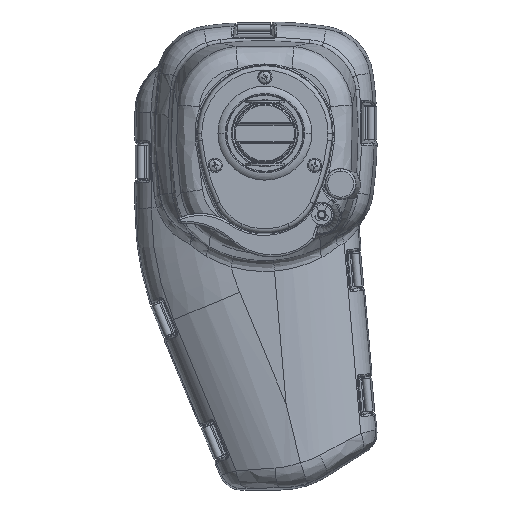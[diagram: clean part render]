
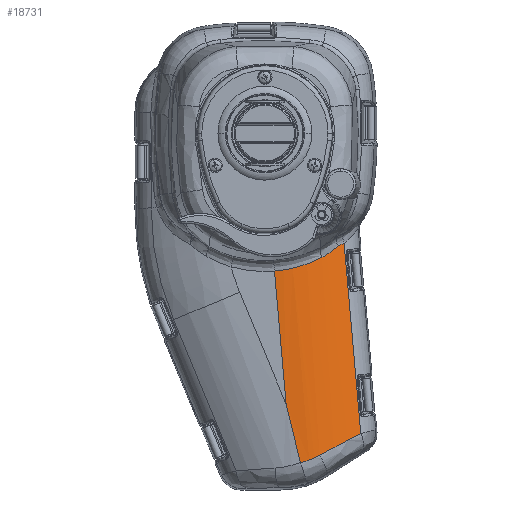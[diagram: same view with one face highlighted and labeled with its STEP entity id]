
A CAD part, top view. The second image highlights one B-rep face of the part: STEP entity #18731.
In plain terms, the highlighted cylindrical face has radius 60 mm (diameter 120 mm), a partial arc.
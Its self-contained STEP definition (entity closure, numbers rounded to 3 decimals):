
#1880 = AXIS2_PLACEMENT_3D ( 'NONE', #62922, #62924, #62916 ) ;
#8072 = CARTESIAN_POINT ( 'NONE',  ( 16.139, -149.099, 37.856 ) ) ;
#8073 = CARTESIAN_POINT ( 'NONE',  ( 13.981, -140.284, 37.952 ) ) ;
#8080 = CARTESIAN_POINT ( 'NONE',  ( 11.82, -131.452, 38. ) ) ;
#8081 = CARTESIAN_POINT ( 'NONE',  ( 9.658, -122.615, 38. ) ) ;
#8168 = CARTESIAN_POINT ( 'NONE',  ( 33.137, -50.878, 30.166 ) ) ;
#8169 = CARTESIAN_POINT ( 'NONE',  ( 35.062, -49.975, 28.993 ) ) ;
#8172 = CARTESIAN_POINT ( 'NONE',  ( 34.76, -35.646, 28.38 ) ) ;
#8173 = CARTESIAN_POINT ( 'NONE',  ( 35.967, -49.444, 28.38 ) ) ;
#8174 = DIRECTION ( 'NONE',  ( 0.087, -0.996, 0. ) ) ;
#8175 = CARTESIAN_POINT ( 'NONE',  ( 32.066, -51.874, 30.822 ) ) ;
#8176 = CARTESIAN_POINT ( 'NONE',  ( 34.12, -50.454, 29.589 ) ) ;
#8177 = CARTESIAN_POINT ( 'NONE',  ( 33.137, -50.878, 30.166 ) ) ;
#8178 = CARTESIAN_POINT ( 'NONE',  ( 25.909, -55.967, 33.822 ) ) ;
#18731 = ADVANCED_FACE ( 'NONE', ( #55085 ), #55091, .T. ) ;
#24815 =( BOUNDED_CURVE ( )  B_SPLINE_CURVE ( 3, ( #8072, #8073, #8080, #8081 ),
 .UNSPECIFIED., .F., .T. ) 
 B_SPLINE_CURVE_WITH_KNOTS ( ( 4, 4 ),
 ( 1.502, 1.571 ),
 .UNSPECIFIED. ) 
 CURVE ( )  GEOMETRIC_REPRESENTATION_ITEM ( )  RATIONAL_B_SPLINE_CURVE ( ( 1., 1., 1., 1. ) ) 
 REPRESENTATION_ITEM ( '' )  );
#24841 = B_SPLINE_CURVE_WITH_KNOTS ( 'NONE', 3,
 ( #8173, #8169, #8176, #8177 ),
 .UNSPECIFIED., .F., .F.,
 ( 4, 4 ),
 ( 0., 0.004 ),
 .UNSPECIFIED. ) ;
#24842 = B_SPLINE_CURVE_WITH_KNOTS ( 'NONE', 3,
 ( #8168, #8175, #81045, #81046, #81047, #81048 ),
 .UNSPECIFIED., .F., .F.,
 ( 4, 2, 4 ),
 ( 0., 0.005, 0.01 ),
 .UNSPECIFIED. ) ;
#24843 = B_SPLINE_CURVE_WITH_KNOTS ( 'NONE', 3,
 ( #8178, #81044, #81051, #81052, #81053, #81054, #81055, #81056, #81057, #81058 ),
 .UNSPECIFIED., .F., .F.,
 ( 4, 2, 2, 2, 4 ),
 ( 0., 0.006, 0.009, 0.012, 0.023 ),
 .UNSPECIFIED. ) ;
#24844 = B_SPLINE_CURVE_WITH_KNOTS ( 'NONE', 3,
 ( #81050, #81049, #81063, #81064 ),
 .UNSPECIFIED., .F., .F.,
 ( 4, 4 ),
 ( 0., 0. ),
 .UNSPECIFIED. ) ;
#24845 = B_SPLINE_CURVE_WITH_KNOTS ( 'NONE', 3,
 ( #81062, #81061, #81067, #81068, #81069, #81070, #81071, #81072 ),
 .UNSPECIFIED., .F., .F.,
 ( 4, 2, 2, 4 ),
 ( 0., 0.002, 0.005, 0.009 ),
 .UNSPECIFIED. ) ;
#24846 =( BOUNDED_CURVE ( )  B_SPLINE_CURVE ( 3, ( #81066, #81065, #81075, #81076 ),
 .UNSPECIFIED., .F., .T. ) 
 B_SPLINE_CURVE_WITH_KNOTS ( ( 4, 4 ),
 ( 1.866, 2.22 ),
 .UNSPECIFIED. ) 
 CURVE ( )  GEOMETRIC_REPRESENTATION_ITEM ( )  RATIONAL_B_SPLINE_CURVE ( ( 1., 0.99, 0.99, 1. ) ) 
 REPRESENTATION_ITEM ( '' )  );
#26543 = LINE ( 'NONE', #8172, #26550 ) ;
#26546 = LINE ( 'NONE', #81059, #26555 ) ;
#26550 = VECTOR ( 'NONE', #8174, 1000. ) ;
#26555 = VECTOR ( 'NONE', #81060, 1000. ) ;
#31918 = VERTEX_POINT ( 'NONE', #48140 ) ;
#31919 = VERTEX_POINT ( 'NONE', #48141 ) ;
#31920 = VERTEX_POINT ( 'NONE', #48143 ) ;
#31922 = VERTEX_POINT ( 'NONE', #48149 ) ;
#31934 = VERTEX_POINT ( 'NONE', #48181 ) ;
#31935 = VERTEX_POINT ( 'NONE', #48184 ) ;
#31936 = VERTEX_POINT ( 'NONE', #48186 ) ;
#31938 = VERTEX_POINT ( 'NONE', #48192 ) ;
#31943 = VERTEX_POINT ( 'NONE', #48204 ) ;
#36761 = ORIENTED_EDGE ( 'NONE', *, *, #50172, .F. ) ;
#36763 = ORIENTED_EDGE ( 'NONE', *, *, #50173, .T. ) ;
#36765 = ORIENTED_EDGE ( 'NONE', *, *, #50174, .T. ) ;
#36767 = ORIENTED_EDGE ( 'NONE', *, *, #50176, .T. ) ;
#36769 = ORIENTED_EDGE ( 'NONE', *, *, #50177, .T. ) ;
#36771 = ORIENTED_EDGE ( 'NONE', *, *, #50142, .F. ) ;
#36773 = ORIENTED_EDGE ( 'NONE', *, *, #50179, .T. ) ;
#36775 = ORIENTED_EDGE ( 'NONE', *, *, #50180, .T. ) ;
#36777 = ORIENTED_EDGE ( 'NONE', *, *, #50181, .T. ) ;
#44432 = EDGE_LOOP ( 'NONE', ( #36761, #36763, #36765, #36767, #36769, #36771, #36773, #36775, #36777 ) ) ;
#48140 = CARTESIAN_POINT ( 'NONE',  ( 33.137, -50.878, 30.166 ) ) ;
#48141 = CARTESIAN_POINT ( 'NONE',  ( 25.909, -55.967, 33.822 ) ) ;
#48143 = CARTESIAN_POINT ( 'NONE',  ( 4.37, -62.178, 38. ) ) ;
#48149 = CARTESIAN_POINT ( 'NONE',  ( 24.816, -145.817, 36.557 ) ) ;
#48181 = CARTESIAN_POINT ( 'NONE',  ( 16.139, -149.099, 37.856 ) ) ;
#48184 = CARTESIAN_POINT ( 'NONE',  ( 9.658, -122.615, 38. ) ) ;
#48186 = CARTESIAN_POINT ( 'NONE',  ( 35.967, -49.444, 28.38 ) ) ;
#48192 = CARTESIAN_POINT ( 'NONE',  ( 43.535, -135.954, 28.38 ) ) ;
#48204 = CARTESIAN_POINT ( 'NONE',  ( 16.168, -149.204, 37.855 ) ) ;
#50142 = EDGE_CURVE ( 'NONE', #31934, #31935, #24815, .T. ) ;
#50172 = EDGE_CURVE ( 'NONE', #31936, #31938, #26543, .T. ) ;
#50173 = EDGE_CURVE ( 'NONE', #31936, #31918, #24841, .T. ) ;
#50174 = EDGE_CURVE ( 'NONE', #31918, #31919, #24842, .T. ) ;
#50176 = EDGE_CURVE ( 'NONE', #31919, #31920, #24843, .T. ) ;
#50177 = EDGE_CURVE ( 'NONE', #31920, #31935, #26546, .T. ) ;
#50179 = EDGE_CURVE ( 'NONE', #31934, #31943, #24844, .T. ) ;
#50180 = EDGE_CURVE ( 'NONE', #31943, #31922, #24845, .T. ) ;
#50181 = EDGE_CURVE ( 'NONE', #31922, #31938, #24846, .T. ) ;
#55085 = FACE_OUTER_BOUND ( 'NONE', #44432, .T. ) ;
#55091 = CYLINDRICAL_SURFACE ( 'NONE', #1880, 60. ) ;
#62916 = DIRECTION ( 'NONE',  ( 0.996, 0.087, 0. ) ) ;
#62922 = CARTESIAN_POINT ( 'NONE',  ( 2.297, -38.486, -22. ) ) ;
#62924 = DIRECTION ( 'NONE',  ( 0.087, -0.996, 0. ) ) ;
#81044 = CARTESIAN_POINT ( 'NONE',  ( 24.292, -56.808, 34.486 ) ) ;
#81045 = CARTESIAN_POINT ( 'NONE',  ( 30.924, -52.802, 31.464 ) ) ;
#81046 = CARTESIAN_POINT ( 'NONE',  ( 28.515, -54.502, 32.689 ) ) ;
#81047 = CARTESIAN_POINT ( 'NONE',  ( 27.247, -55.276, 33.273 ) ) ;
#81048 = CARTESIAN_POINT ( 'NONE',  ( 25.909, -55.967, 33.822 ) ) ;
#81049 = CARTESIAN_POINT ( 'NONE',  ( 16.147, -149.135, 37.856 ) ) ;
#81050 = CARTESIAN_POINT ( 'NONE',  ( 16.139, -149.099, 37.856 ) ) ;
#81051 = CARTESIAN_POINT ( 'NONE',  ( 22.621, -57.584, 35.081 ) ) ;
#81052 = CARTESIAN_POINT ( 'NONE',  ( 20.025, -58.637, 35.861 ) ) ;
#81053 = CARTESIAN_POINT ( 'NONE',  ( 19.146, -58.969, 36.102 ) ) ;
#81054 = CARTESIAN_POINT ( 'NONE',  ( 17.377, -59.586, 36.541 ) ) ;
#81055 = CARTESIAN_POINT ( 'NONE',  ( 16.484, -59.873, 36.74 ) ) ;
#81056 = CARTESIAN_POINT ( 'NONE',  ( 11.98, -61.194, 37.626 ) ) ;
#81057 = CARTESIAN_POINT ( 'NONE',  ( 8.248, -61.892, 38. ) ) ;
#81058 = CARTESIAN_POINT ( 'NONE',  ( 4.37, -62.178, 38. ) ) ;
#81059 = CARTESIAN_POINT ( 'NONE',  ( 2.297, -38.486, 38. ) ) ;
#81060 = DIRECTION ( 'NONE',  ( 0.087, -0.996, 0. ) ) ;
#81061 = CARTESIAN_POINT ( 'NONE',  ( 16.925, -149.003, 37.801 ) ) ;
#81062 = CARTESIAN_POINT ( 'NONE',  ( 16.168, -149.204, 37.855 ) ) ;
#81063 = CARTESIAN_POINT ( 'NONE',  ( 16.157, -149.169, 37.856 ) ) ;
#81064 = CARTESIAN_POINT ( 'NONE',  ( 16.168, -149.204, 37.855 ) ) ;
#81065 = CARTESIAN_POINT ( 'NONE',  ( 31.485, -142.257, 35.004 ) ) ;
#81066 = CARTESIAN_POINT ( 'NONE',  ( 24.816, -145.817, 36.557 ) ) ;
#81067 = CARTESIAN_POINT ( 'NONE',  ( 17.674, -148.782, 37.733 ) ) ;
#81068 = CARTESIAN_POINT ( 'NONE',  ( 19.156, -148.297, 37.568 ) ) ;
#81069 = CARTESIAN_POINT ( 'NONE',  ( 19.89, -148.034, 37.472 ) ) ;
#81070 = CARTESIAN_POINT ( 'NONE',  ( 22.058, -147.185, 37.144 ) ) ;
#81071 = CARTESIAN_POINT ( 'NONE',  ( 23.459, -146.542, 36.873 ) ) ;
#81072 = CARTESIAN_POINT ( 'NONE',  ( 24.816, -145.817, 36.557 ) ) ;
#81075 = CARTESIAN_POINT ( 'NONE',  ( 37.79, -138.934, 32.25 ) ) ;
#81076 = CARTESIAN_POINT ( 'NONE',  ( 43.535, -135.954, 28.38 ) ) ;
